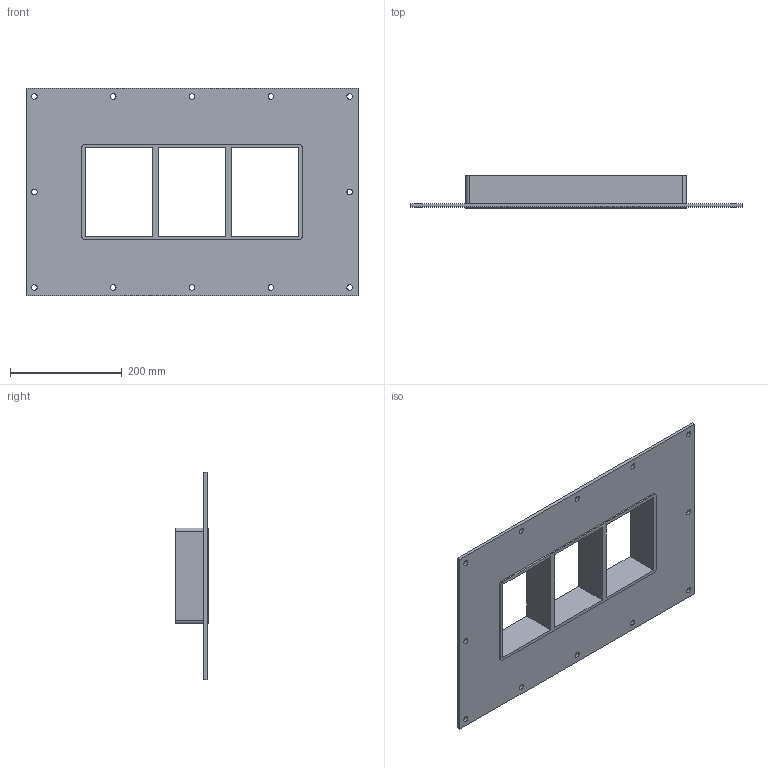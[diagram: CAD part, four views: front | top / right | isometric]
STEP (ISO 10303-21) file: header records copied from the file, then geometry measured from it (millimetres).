
FILE_DESCRIPTION((''),'2;1');
FILE_NAME('GHFL1004X3.stp','2014-03-10T22:16:18',(''),(''),'Autodesk Inventor 2013','Autodesk Inventor 2013','');
FILE_SCHEMA(('AUTOMOTIVE_DESIGN { 1 0 10303 214 1 1 1 1 }'));
Length unit declared in the file: millimetre
Products named in the file (1): GH FL100
Bounding box: 593.5 x 60 x 371.5 mm (x, y, z)
Volume: 1500236.4 mm3; surface area: 498872.7 mm2
Topology: 1 solids, 1 shells, 48 faces, 144 edges, 100 vertices
Faces by surface type: plane 28, cylinder 20
Full cylindrical faces by diameter (mm): 10 x12
Entity records: 1562 total; most frequent: DIRECTION 258, CARTESIAN_POINT 257, ORIENTED_EDGE 240, EDGE_CURVE 120, EDGE_LOOP 92, AXIS2_PLACEMENT_3D 89, VERTEX_POINT 88, VECTOR 80
